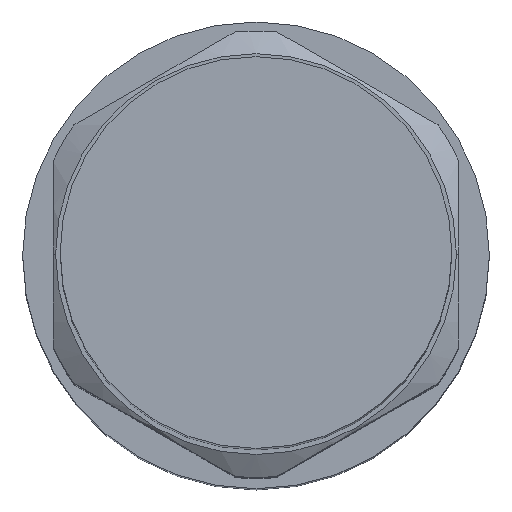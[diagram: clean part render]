
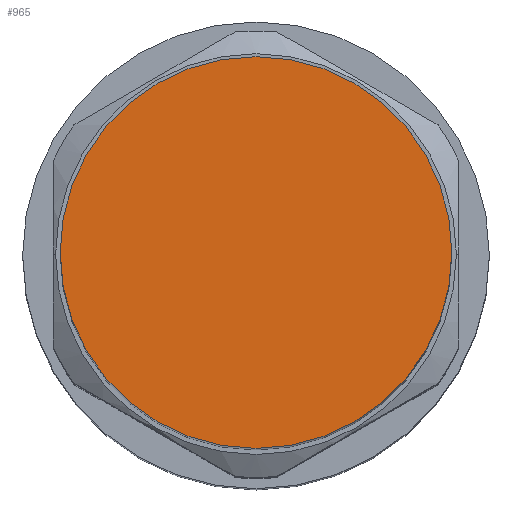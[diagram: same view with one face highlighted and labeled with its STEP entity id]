
A CAD part, top view. The second image highlights one B-rep face of the part: STEP entity #965.
In plain terms, the highlighted planar face has unit normal (0, 0, 1).
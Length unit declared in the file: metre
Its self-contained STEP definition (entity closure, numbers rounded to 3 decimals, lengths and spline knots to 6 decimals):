
#64 = VERTEX_POINT ( 'NONE', #3759 ) ;
#683 = FACE_OUTER_BOUND ( 'NONE', #2410, .T. ) ;
#686 = DIRECTION ( 'NONE',  ( 0., 0., 1. ) ) ;
#965 = ADVANCED_FACE ( 'NONE', ( #683 ), #5578, .T. ) ;
#1270 = CARTESIAN_POINT ( 'NONE',  ( 0., 0., 0. ) ) ;
#1271 = EDGE_CURVE ( 'NONE', #64, #1778, #2851, .T. ) ;
#1526 = EDGE_CURVE ( 'NONE', #1778, #64, #4096, .T. ) ;
#1707 = DIRECTION ( 'NONE',  ( -1., 0., 0. ) ) ;
#1778 = VERTEX_POINT ( 'NONE', #2262 ) ;
#1922 = CARTESIAN_POINT ( 'NONE',  ( 0., 0., 0. ) ) ;
#2262 = CARTESIAN_POINT ( 'NONE',  ( -0.00193, 0., 0. ) ) ;
#2393 = DIRECTION ( 'NONE',  ( -1., 0., 0. ) ) ;
#2410 = EDGE_LOOP ( 'NONE', ( #2845, #5048 ) ) ;
#2845 = ORIENTED_EDGE ( 'NONE', *, *, #1526, .F. ) ;
#2851 = CIRCLE ( 'NONE', #3407, 0.00193 ) ;
#2922 = AXIS2_PLACEMENT_3D ( 'NONE', #3368, #686, #3809 ) ;
#3368 = CARTESIAN_POINT ( 'NONE',  ( 0., 0.00193, 0. ) ) ;
#3407 = AXIS2_PLACEMENT_3D ( 'NONE', #1270, #4387, #1707 ) ;
#3588 = AXIS2_PLACEMENT_3D ( 'NONE', #1922, #5047, #2393 ) ;
#3759 = CARTESIAN_POINT ( 'NONE',  ( 0.00193, 0., 0. ) ) ;
#3809 = DIRECTION ( 'NONE',  ( 1., 0., 0. ) ) ;
#4096 = CIRCLE ( 'NONE', #3588, 0.00193 ) ;
#4387 = DIRECTION ( 'NONE',  ( 0., 0., -1. ) ) ;
#5047 = DIRECTION ( 'NONE',  ( 0., 0., -1. ) ) ;
#5048 = ORIENTED_EDGE ( 'NONE', *, *, #1271, .F. ) ;
#5578 = PLANE ( 'NONE',  #2922 ) ;
